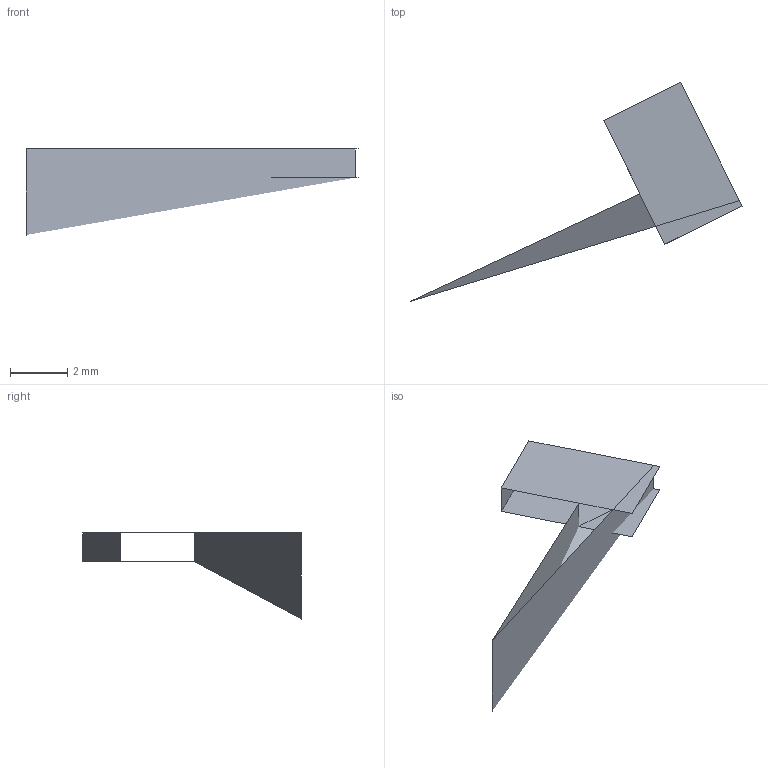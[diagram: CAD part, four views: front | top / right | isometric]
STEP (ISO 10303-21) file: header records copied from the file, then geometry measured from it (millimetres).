
FILE_DESCRIPTION(('Open CASCADE Model'),'2;1');
FILE_NAME('Open CASCADE Shape Model','2011-12-18T13:12:59',('Author'),( 'Open CASCADE'),'Open CASCADE STEP processor 6.3','Open CASCADE 6.3' ,'Unknown');
FILE_SCHEMA(('AUTOMOTIVE_DESIGN_CC2 { 1 2 10303 214 -1 1 5 4 }'));
Length unit declared in the file: millimetre
Products named in the file (1): Open CASCADE STEP translator 6.3 26
Bounding box: 11.58 x 7.63 x 3 mm (x, y, z)
Topology: 0 solids, 6 shells, 7 faces, 19 edges, 18 vertices
Faces by surface type: plane 3, extrusion 2, bspline 2
Entity records: 3712 total; most frequent: CARTESIAN_POINT 3377, ORIENTED_EDGE 38, PCURVE 38, DEFINITIONAL_REPRESENTATION 38, DIRECTION 36, B_SPLINE_CURVE_WITH_KNOTS 29, VECTOR 28, LINE 24
